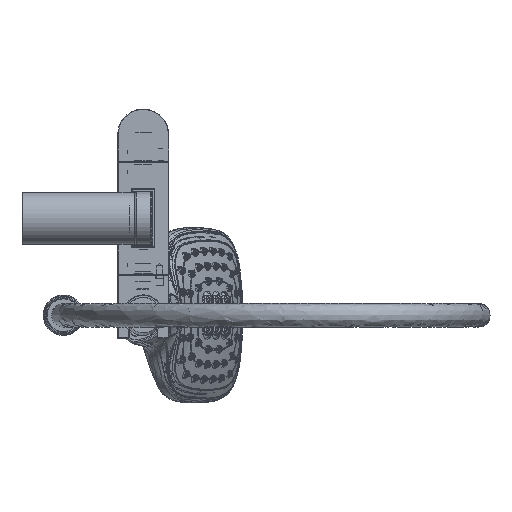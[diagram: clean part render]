
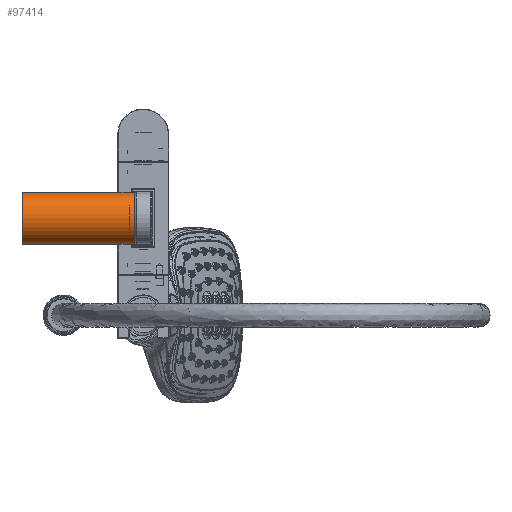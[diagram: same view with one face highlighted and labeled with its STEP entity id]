
A CAD part, front view. The second image highlights one B-rep face of the part: STEP entity #97414.
In plain terms, the highlighted cylindrical face has radius 14.75 mm (diameter 29.5 mm), a full revolution.
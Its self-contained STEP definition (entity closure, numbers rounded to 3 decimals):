
#3606 = ORIENTED_EDGE ( 'NONE', *, *, #92346, .T. ) ;
#6083 = CARTESIAN_POINT ( 'NONE',  ( -58.567, -320.371, 1.886 ) ) ;
#13266 = DIRECTION ( 'NONE',  ( 0., 0., 1. ) ) ;
#16516 = CARTESIAN_POINT ( 'NONE',  ( -59.775, -320.4, -2.1 ) ) ;
#19872 = CARTESIAN_POINT ( 'NONE',  ( -58.114, -320.335, -1.583 ) ) ;
#24852 = CARTESIAN_POINT ( 'NONE',  ( -61.6, -320.25, 0.278 ) ) ;
#28192 = CARTESIAN_POINT ( 'NONE',  ( -59.359, -320.4, 2.1 ) ) ;
#29859 = CARTESIAN_POINT ( 'NONE',  ( -59.223, -320.398, 2.086 ) ) ;
#38681 = DIRECTION ( 'NONE',  ( 1., 0., 0. ) ) ;
#40355 = VERTEX_POINT ( 'NONE', #194716 ) ;
#41931 = CARTESIAN_POINT ( 'NONE',  ( -60.052, -320.392, -2.045 ) ) ;
#50283 = CARTESIAN_POINT ( 'NONE',  ( -60.43, -320.371, 1.888 ) ) ;
#51428 = EDGE_CURVE ( 'NONE', #311920, #311920, #99307, .T. ) ;
#53600 = CARTESIAN_POINT ( 'NONE',  ( -57.679, -320.287, -1.055 ) ) ;
#54202 = CIRCLE ( 'NONE', #167772, 14.75 ) ;
#56956 = CARTESIAN_POINT ( 'NONE',  ( -61.334, -320.286, 1.059 ) ) ;
#59537 = CARTESIAN_POINT ( 'NONE',  ( -63.8, -335., 0. ) ) ;
#61083 = DIRECTION ( 'NONE',  ( 1., 0., 0. ) ) ;
#70714 = CARTESIAN_POINT ( 'NONE',  ( -58.447, -320.363, -1.822 ) ) ;
#73460 = DIRECTION ( 'NONE',  ( 0., 0., 1. ) ) ;
#75721 = CARTESIAN_POINT ( 'NONE',  ( -61.081, -320.315, -1.388 ) ) ;
#77403 = CARTESIAN_POINT ( 'NONE',  ( -59.637, -320.4, 2.1 ) ) ;
#82414 = CARTESIAN_POINT ( 'NONE',  ( -57.455, -320.258, 0.55 ) ) ;
#84080 = CARTESIAN_POINT ( 'NONE',  ( -57.468, -320.26, -0.547 ) ) ;
#92346 = EDGE_CURVE ( 'NONE', #40355, #40355, #54202, .T. ) ;
#94508 = CARTESIAN_POINT ( 'NONE',  ( -59.225, -320.398, -2.086 ) ) ;
#96187 = CARTESIAN_POINT ( 'NONE',  ( -58.824, -320.385, -1.993 ) ) ;
#97414 = ADVANCED_FACE ( 'NONE', ( #213757, #113602, #215424 ), #189988, .T. ) ;
#99307 = CIRCLE ( 'NONE', #288881, 14.75 ) ;
#102852 = CARTESIAN_POINT ( 'NONE',  ( -61.544, -320.258, 0.554 ) ) ;
#109518 = CARTESIAN_POINT ( 'NONE',  ( -60.779, -320.345, 1.671 ) ) ;
#113602 = FACE_OUTER_BOUND ( 'NONE', #119974, .T. ) ;
#119974 = EDGE_LOOP ( 'NONE', ( #190706 ) ) ;
#124945 = CARTESIAN_POINT ( 'NONE',  ( -61.17, -320.305, -1.281 ) ) ;
#131642 = CARTESIAN_POINT ( 'NONE',  ( -60.887, -320.335, 1.583 ) ) ;
#133305 = CARTESIAN_POINT ( 'NONE',  ( -60.551, -320.363, 1.823 ) ) ;
#134962 = CARTESIAN_POINT ( 'NONE',  ( -57.612, -320.279, 0.929 ) ) ;
#143133 = AXIS2_PLACEMENT_3D ( 'NONE', #293444, #61083, #166197 ) ;
#145394 = CARTESIAN_POINT ( 'NONE',  ( -61.6, -320.25, 0. ) ) ;
#148746 = CARTESIAN_POINT ( 'NONE',  ( -58.22, -320.345, -1.67 ) ) ;
#150418 = CARTESIAN_POINT ( 'NONE',  ( -61.533, -320.259, -0.544 ) ) ;
#151240 = EDGE_CURVE ( 'NONE', #196382, #196382, #249519, .T. ) ;
#153760 = CARTESIAN_POINT ( 'NONE',  ( -58.446, -320.363, 1.822 ) ) ;
#154827 = CARTESIAN_POINT ( 'NONE',  ( -0.2, -335., 0. ) ) ;
#157085 = CARTESIAN_POINT ( 'NONE',  ( -57.4, -320.25, -0.138 ) ) ;
#158763 = CARTESIAN_POINT ( 'NONE',  ( -57.414, -320.252, -0.277 ) ) ;
#160431 = CARTESIAN_POINT ( 'NONE',  ( -61.6, -320.25, 0. ) ) ;
#166197 = DIRECTION ( 'NONE',  ( 0., 0., -1. ) ) ;
#167772 = AXIS2_PLACEMENT_3D ( 'NONE', #59537, #38681, #13266 ) ;
#185878 = CARTESIAN_POINT ( 'NONE',  ( -59.774, -320.398, 2.087 ) ) ;
#189988 = CYLINDRICAL_SURFACE ( 'NONE', #143133, 14.75 ) ;
#190706 = ORIENTED_EDGE ( 'NONE', *, *, #51428, .T. ) ;
#194716 = CARTESIAN_POINT ( 'NONE',  ( -63.8, -335., 14.75 ) ) ;
#196382 = VERTEX_POINT ( 'NONE', #325270 ) ;
#199621 = CARTESIAN_POINT ( 'NONE',  ( -58.57, -320.371, -1.888 ) ) ;
#204494 = EDGE_LOOP ( 'NONE', ( #224441 ) ) ;
#204654 = CARTESIAN_POINT ( 'NONE',  ( -61.492, -320.265, -0.678 ) ) ;
#209658 = CARTESIAN_POINT ( 'NONE',  ( -61.177, -320.305, 1.293 ) ) ;
#211328 = CARTESIAN_POINT ( 'NONE',  ( -58.11, -320.335, 1.58 ) ) ;
#211830 = CARTESIAN_POINT ( 'NONE',  ( -0.2, -335., 14.75 ) ) ;
#213757 = FACE_OUTER_BOUND ( 'NONE', #321760, .T. ) ;
#215424 = FACE_BOUND ( 'NONE', #204494, .T. ) ;
#223421 = CARTESIAN_POINT ( 'NONE',  ( -60.791, -320.345, -1.679 ) ) ;
#224441 = ORIENTED_EDGE ( 'NONE', *, *, #151240, .T. ) ;
#225082 = CARTESIAN_POINT ( 'NONE',  ( -61.387, -320.279, -0.932 ) ) ;
#228436 = CARTESIAN_POINT ( 'NONE',  ( -60.557, -320.364, -1.835 ) ) ;
#230108 = CARTESIAN_POINT ( 'NONE',  ( -61.586, -320.252, -0.275 ) ) ;
#238429 = CARTESIAN_POINT ( 'NONE',  ( -57.613, -320.279, -0.932 ) ) ;
#248803 = CARTESIAN_POINT ( 'NONE',  ( -61.6, -320.25, -0.139 ) ) ;
#249519 = B_SPLINE_CURVE_WITH_KNOTS ( 'NONE', 3,
 ( #145394, #248803, #230108, #150418, #204654, #225082, #308110, #124945, #75721, #223421, #228436, #41931, #16516, #250486, #94508, #301420, #96187, #199621, #70714, #148746, #19872, #330208, #314750, #53600, #238429, #309779, #84080, #158763, #157085, #335234, #82414, #134962, #260505, #284311, #285982, #211328, #262180, #153760, #6083, #313083, #316423, #29859, #28192, #77403, #185878, #282643, #289341, #50283, #133305, #109518, #131642, #209658, #56956, #102852, #24852, #160431 ),
 .UNSPECIFIED., .T., .F.,
 ( 4, 2, 2, 2, 2, 2, 2, 2, 2, 2, 2, 2, 2, 2, 2, 2, 2, 2, 2, 2, 2, 2, 2, 2, 2, 2, 2, 4 ),
 ( 0., 0., 0.001, 0.001, 0.002, 0.002, 0.003, 0.004, 0.004, 0.005, 0.005, 0.005, 0.006, 0.006, 0.007, 0.007, 0.008, 0.008, 0.009, 0.009, 0.009, 0.01, 0.01, 0.011, 0.011, 0.012, 0.012, 0.013 ),
 .UNSPECIFIED. ) ;
#250486 = CARTESIAN_POINT ( 'NONE',  ( -59.364, -320.4, -2.1 ) ) ;
#258244 = DIRECTION ( 'NONE',  ( -1., 0., 0. ) ) ;
#260505 = CARTESIAN_POINT ( 'NONE',  ( -57.677, -320.287, 1.052 ) ) ;
#262180 = CARTESIAN_POINT ( 'NONE',  ( -58.218, -320.345, 1.669 ) ) ;
#282643 = CARTESIAN_POINT ( 'NONE',  ( -60.042, -320.391, 2.033 ) ) ;
#284311 = CARTESIAN_POINT ( 'NONE',  ( -57.83, -320.305, 1.281 ) ) ;
#285982 = CARTESIAN_POINT ( 'NONE',  ( -57.917, -320.315, 1.387 ) ) ;
#288881 = AXIS2_PLACEMENT_3D ( 'NONE', #154827, #258244, #73460 ) ;
#289341 = CARTESIAN_POINT ( 'NONE',  ( -60.176, -320.385, 1.993 ) ) ;
#293444 = CARTESIAN_POINT ( 'NONE',  ( -64., -335., 0. ) ) ;
#301420 = CARTESIAN_POINT ( 'NONE',  ( -58.955, -320.391, -2.033 ) ) ;
#308110 = CARTESIAN_POINT ( 'NONE',  ( -61.322, -320.287, -1.052 ) ) ;
#309779 = CARTESIAN_POINT ( 'NONE',  ( -57.508, -320.265, -0.678 ) ) ;
#311920 = VERTEX_POINT ( 'NONE', #211830 ) ;
#313083 = CARTESIAN_POINT ( 'NONE',  ( -58.821, -320.385, 1.992 ) ) ;
#314750 = CARTESIAN_POINT ( 'NONE',  ( -57.831, -320.305, -1.282 ) ) ;
#316423 = CARTESIAN_POINT ( 'NONE',  ( -58.954, -320.391, 2.032 ) ) ;
#321760 = EDGE_LOOP ( 'NONE', ( #3606 ) ) ;
#325270 = CARTESIAN_POINT ( 'NONE',  ( -61.6, -320.25, 0. ) ) ;
#330208 = CARTESIAN_POINT ( 'NONE',  ( -57.918, -320.315, -1.388 ) ) ;
#335234 = CARTESIAN_POINT ( 'NONE',  ( -57.4, -320.25, 0.273 ) ) ;
